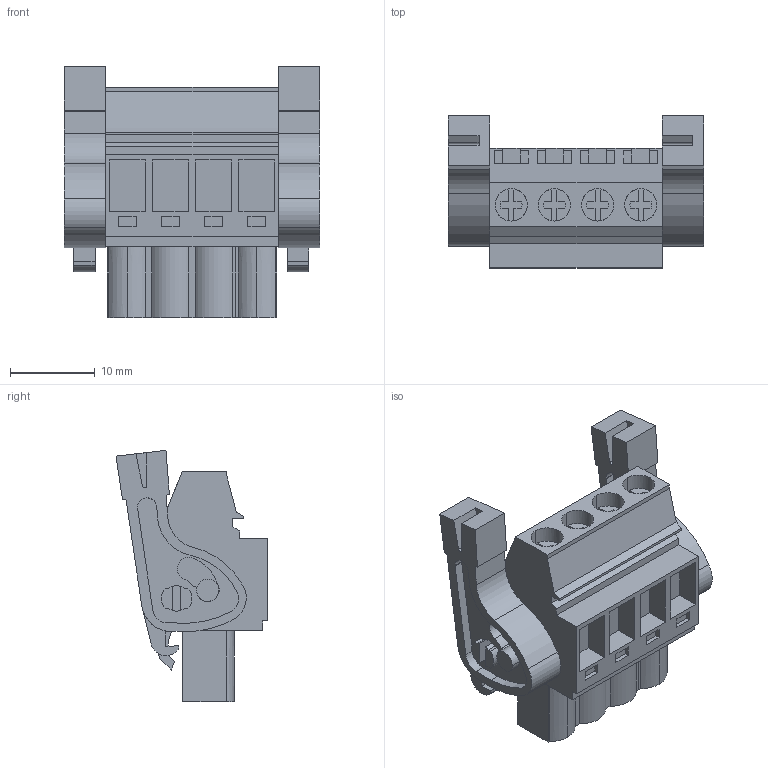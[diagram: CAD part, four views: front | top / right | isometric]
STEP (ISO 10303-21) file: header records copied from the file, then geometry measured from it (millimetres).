
FILE_DESCRIPTION(('CATIA V5 STEP','CAx-IF Rec.Pracs.--- Model Styling and Organization---1.2---2011-12-15'),'2;1');
FILE_NAME ('D1460093_0_1947550000_1947550000.stp','2017-09-09T10:50:57+00:00',('none'),('Weidmueller'),'CATIA Version 5-6 Release 2014','CATIA V5 STEP AP214','none');
FILE_SCHEMA(('AUTOMOTIVE_DESIGN { 1 0 10303 214 1 1 1 1 }'));
Length unit declared in the file: millimetre
Products named in the file (1): 1947550000
Bounding box: 30.02 x 17.88 x 29.56 mm (x, y, z)
Volume: 5814.3 mm3; surface area: 4924.9 mm2
Topology: 7 solids, 7 shells, 440 faces, 1210 edges, 811 vertices
Faces by surface type: plane 330, cylinder 106, extrusion 4
Entity records: 13470 total; most frequent: CARTESIAN_POINT 2601, ORIENTED_EDGE 2420, DIRECTION 1880, EDGE_CURVE 1210, VECTOR 958, LINE 954, VERTEX_POINT 811, AXIS2_PLACEMENT_3D 572
